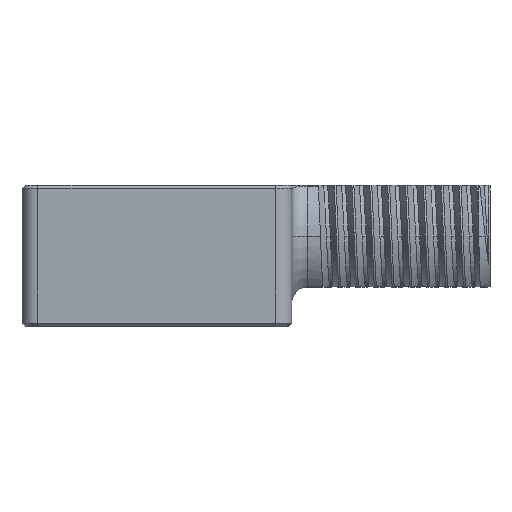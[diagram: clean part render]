
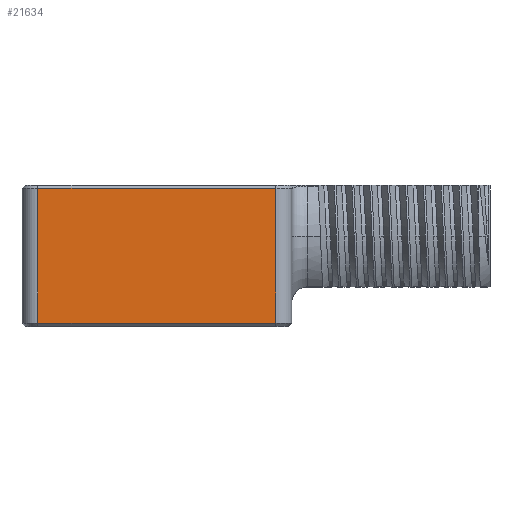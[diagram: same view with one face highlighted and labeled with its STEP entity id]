
A CAD part, top view. The second image highlights one B-rep face of the part: STEP entity #21634.
In plain terms, the highlighted planar face has unit normal (0, 0, 1).
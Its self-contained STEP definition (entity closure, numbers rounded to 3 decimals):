
#632 = CARTESIAN_POINT ( 'NONE',  ( -15., 17.8, 16.75 ) ) ;
#1249 = CARTESIAN_POINT ( 'NONE',  ( 15., 17.4, 16.75 ) ) ;
#1251 = LINE ( 'NONE', #632, #11413 ) ;
#1677 = EDGE_CURVE ( 'NONE', #7134, #19428, #17845, .T. ) ;
#2998 = PLANE ( 'NONE',  #8313 ) ;
#4599 = CARTESIAN_POINT ( 'NONE',  ( 15., 0.4, 16.75 ) ) ;
#4651 = LINE ( 'NONE', #16644, #18162 ) ;
#5649 = VERTEX_POINT ( 'NONE', #6364 ) ;
#5969 = ORIENTED_EDGE ( 'NONE', *, *, #13216, .T. ) ;
#6364 = CARTESIAN_POINT ( 'NONE',  ( -15., 0.4, 16.75 ) ) ;
#6542 = VECTOR ( 'NONE', #18781, 1000. ) ;
#7134 = VERTEX_POINT ( 'NONE', #1249 ) ;
#8313 = AXIS2_PLACEMENT_3D ( 'NONE', #13609, #19322, #15338 ) ;
#9242 = VERTEX_POINT ( 'NONE', #4599 ) ;
#10234 = EDGE_LOOP ( 'NONE', ( #5969, #13125, #10627, #15266 ) ) ;
#10627 = ORIENTED_EDGE ( 'NONE', *, *, #18895, .T. ) ;
#11413 = VECTOR ( 'NONE', #20017, 1000. ) ;
#12331 = VECTOR ( 'NONE', #18560, 1000. ) ;
#12883 = EDGE_CURVE ( 'NONE', #5649, #9242, #4651, .T. ) ;
#13125 = ORIENTED_EDGE ( 'NONE', *, *, #1677, .T. ) ;
#13216 = EDGE_CURVE ( 'NONE', #9242, #7134, #14552, .T. ) ;
#13300 = DIRECTION ( 'NONE',  ( 1., 0., 0. ) ) ;
#13609 = CARTESIAN_POINT ( 'NONE',  ( -17., 17.8, 16.75 ) ) ;
#14552 = LINE ( 'NONE', #22235, #6542 ) ;
#15266 = ORIENTED_EDGE ( 'NONE', *, *, #12883, .T. ) ;
#15338 = DIRECTION ( 'NONE',  ( 0., -1., 0. ) ) ;
#16644 = CARTESIAN_POINT ( 'NONE',  ( -17., 0.4, 16.75 ) ) ;
#16867 = CARTESIAN_POINT ( 'NONE',  ( -15., 17.4, 16.75 ) ) ;
#17309 = CARTESIAN_POINT ( 'NONE',  ( -15., 17.4, 16.75 ) ) ;
#17845 = LINE ( 'NONE', #16867, #12331 ) ;
#18162 = VECTOR ( 'NONE', #13300, 1000. ) ;
#18560 = DIRECTION ( 'NONE',  ( -1., 0., 0. ) ) ;
#18781 = DIRECTION ( 'NONE',  ( 0., 1., 0. ) ) ;
#18895 = EDGE_CURVE ( 'NONE', #19428, #5649, #1251, .T. ) ;
#19322 = DIRECTION ( 'NONE',  ( 0., 0., -1. ) ) ;
#19428 = VERTEX_POINT ( 'NONE', #17309 ) ;
#20017 = DIRECTION ( 'NONE',  ( 0., -1., 0. ) ) ;
#21030 = FACE_OUTER_BOUND ( 'NONE', #10234, .T. ) ;
#21634 = ADVANCED_FACE ( 'NONE', ( #21030 ), #2998, .F. ) ;
#22235 = CARTESIAN_POINT ( 'NONE',  ( 15., 17.8, 16.75 ) ) ;
